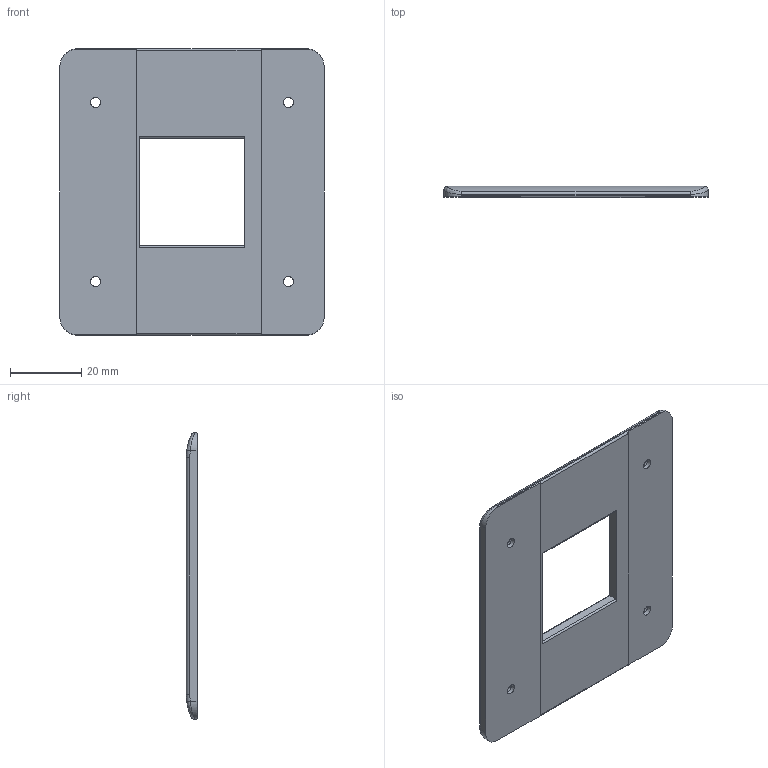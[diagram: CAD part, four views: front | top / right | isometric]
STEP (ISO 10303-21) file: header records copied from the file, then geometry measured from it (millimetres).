
FILE_DESCRIPTION(/* description */ (''),/* implementation_level */ '2;1');
FILE_NAME(/* name */ 'Mask.stp',/* time_stamp */ '2026-01-30T17:56:13+01:00',/* author */ ('Davide'),/* organization */ (''),/* preprocessor_version */ 'ST-DEVELOPER v19',/* originating_system */ 'Autodesk Inventor 2023',/* authorisation */ '');
FILE_SCHEMA (('AUTOMOTIVE_DESIGN { 1 0 10303 214 3 1 1 }'));
Length unit declared in the file: millimetre
Products named in the file (1): Base
Bounding box: 74 x 3.2 x 80.15 mm (x, y, z)
Volume: 14671.6 mm3; surface area: 11107.9 mm2
Topology: 1 solids, 1 shells, 56 faces, 134 edges, 84 vertices
Faces by surface type: cylinder 26, plane 18, cone 4, bspline 4, torus 4
Full cylindrical faces by diameter (mm): 2.8 x4, 5 x4
Entity records: 1825 total; most frequent: CARTESIAN_POINT 443, DIRECTION 288, ORIENTED_EDGE 268, EDGE_CURVE 134, AXIS2_PLACEMENT_3D 113, VERTEX_POINT 84, EDGE_LOOP 70, LINE 62
